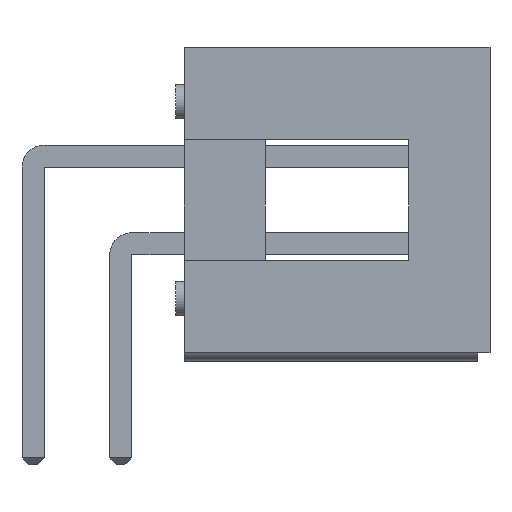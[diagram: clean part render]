
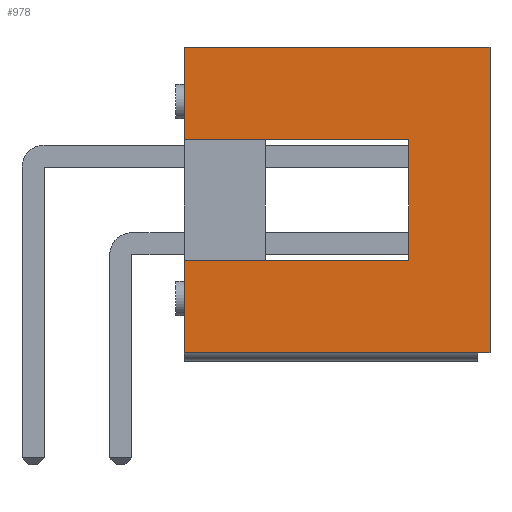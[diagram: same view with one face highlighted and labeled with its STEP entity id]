
A CAD part, front view. The second image highlights one B-rep face of the part: STEP entity #978.
In plain terms, the highlighted planar face has unit normal (0, -1, 0).
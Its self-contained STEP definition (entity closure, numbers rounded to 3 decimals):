
#64 = VERTEX_POINT('',#65);
#65 = CARTESIAN_POINT('',(4.38,-25.42,0.245));
#155 = VERTEX_POINT('',#156);
#156 = CARTESIAN_POINT('',(4.38,-25.42,9.095));
#162 = EDGE_CURVE('',#155,#163,#165,.T.);
#163 = VERTEX_POINT('',#164);
#164 = CARTESIAN_POINT('',(4.38,-25.42,6.42));
#165 = LINE('',#166,#167);
#166 = CARTESIAN_POINT('',(4.38,-25.42,9.095));
#167 = VECTOR('',#168,1.);
#168 = DIRECTION('',(0.,0.,-1.));
#187 = VERTEX_POINT('',#188);
#188 = CARTESIAN_POINT('',(4.38,-25.42,2.92));
#194 = EDGE_CURVE('',#187,#64,#195,.T.);
#195 = LINE('',#196,#197);
#196 = CARTESIAN_POINT('',(4.38,-25.42,9.095));
#197 = VECTOR('',#198,1.);
#198 = DIRECTION('',(0.,0.,-1.));
#887 = EDGE_CURVE('',#64,#888,#890,.T.);
#888 = VERTEX_POINT('',#889);
#889 = CARTESIAN_POINT('',(13.23,-25.42,0.245));
#890 = LINE('',#891,#892);
#891 = CARTESIAN_POINT('',(4.38,-25.42,0.245));
#892 = VECTOR('',#893,1.);
#893 = DIRECTION('',(1.,0.,0.));
#978 = ADVANCED_FACE('',(#979),#1020,.F.);
#979 = FACE_BOUND('',#980,.F.);
#980 = EDGE_LOOP('',(#981,#989,#995,#996,#997,#1005,#1013,#1019));
#981 = ORIENTED_EDGE('',*,*,#982,.F.);
#982 = EDGE_CURVE('',#983,#155,#985,.T.);
#983 = VERTEX_POINT('',#984);
#984 = CARTESIAN_POINT('',(13.23,-25.42,9.095));
#985 = LINE('',#986,#987);
#986 = CARTESIAN_POINT('',(13.23,-25.42,9.095));
#987 = VECTOR('',#988,1.);
#988 = DIRECTION('',(-1.,0.,0.));
#989 = ORIENTED_EDGE('',*,*,#990,.T.);
#990 = EDGE_CURVE('',#983,#888,#991,.T.);
#991 = LINE('',#992,#993);
#992 = CARTESIAN_POINT('',(13.23,-25.42,9.095));
#993 = VECTOR('',#994,1.);
#994 = DIRECTION('',(0.,0.,-1.));
#995 = ORIENTED_EDGE('',*,*,#887,.F.);
#996 = ORIENTED_EDGE('',*,*,#194,.F.);
#997 = ORIENTED_EDGE('',*,*,#998,.T.);
#998 = EDGE_CURVE('',#187,#999,#1001,.T.);
#999 = VERTEX_POINT('',#1000);
#1000 = CARTESIAN_POINT('',(10.88,-25.42,2.92));
#1001 = LINE('',#1002,#1003);
#1002 = CARTESIAN_POINT('',(4.38,-25.42,2.92));
#1003 = VECTOR('',#1004,1.);
#1004 = DIRECTION('',(1.,0.,0.));
#1005 = ORIENTED_EDGE('',*,*,#1006,.F.);
#1006 = EDGE_CURVE('',#1007,#999,#1009,.T.);
#1007 = VERTEX_POINT('',#1008);
#1008 = CARTESIAN_POINT('',(10.88,-25.42,6.42));
#1009 = LINE('',#1010,#1011);
#1010 = CARTESIAN_POINT('',(10.88,-25.42,6.883));
#1011 = VECTOR('',#1012,1.);
#1012 = DIRECTION('',(0.,0.,-1.));
#1013 = ORIENTED_EDGE('',*,*,#1014,.T.);
#1014 = EDGE_CURVE('',#1007,#163,#1015,.T.);
#1015 = LINE('',#1016,#1017);
#1016 = CARTESIAN_POINT('',(4.38,-25.42,6.42));
#1017 = VECTOR('',#1018,1.);
#1018 = DIRECTION('',(-1.,0.,0.));
#1019 = ORIENTED_EDGE('',*,*,#162,.F.);
#1020 = PLANE('',#1021);
#1021 = AXIS2_PLACEMENT_3D('',#1022,#1023,#1024);
#1022 = CARTESIAN_POINT('',(4.38,-25.42,9.095));
#1023 = DIRECTION('',(0.,1.,0.));
#1024 = DIRECTION('',(0.,0.,-1.));
